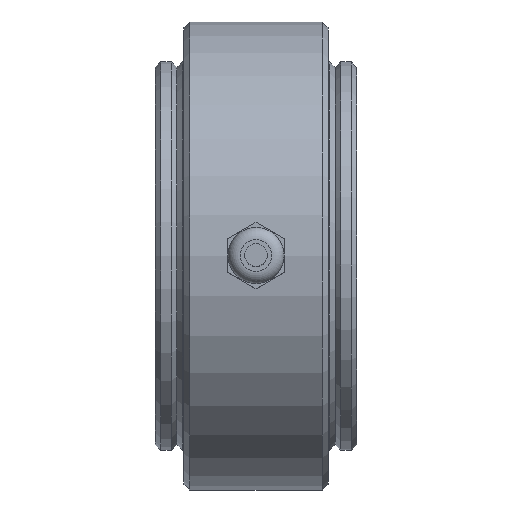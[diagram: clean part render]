
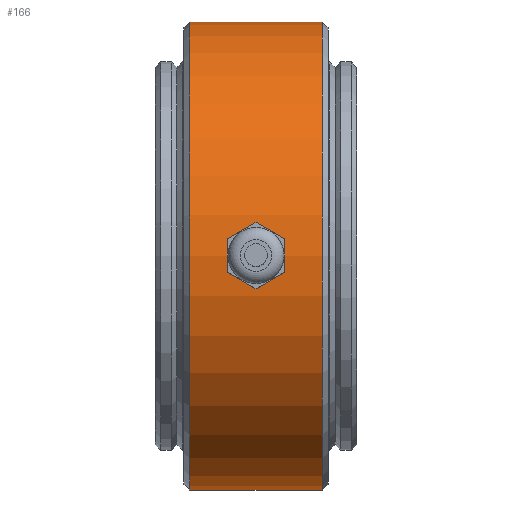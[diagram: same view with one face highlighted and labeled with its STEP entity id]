
A CAD part, top view. The second image highlights one B-rep face of the part: STEP entity #166.
In plain terms, the highlighted cylindrical face has radius 32.5 mm (diameter 65 mm), a full revolution.
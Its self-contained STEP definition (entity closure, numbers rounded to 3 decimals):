
#166 = ADVANCED_FACE( '', ( #317, #318 ), #319, .T. );
#317 = FACE_OUTER_BOUND( '', #514, .T. );
#318 = FACE_OUTER_BOUND( '', #515, .T. );
#319 = CYLINDRICAL_SURFACE( '', #516, 32.5 );
#514 = EDGE_LOOP( '', ( #708 ) );
#515 = EDGE_LOOP( '', ( #709 ) );
#516 = AXIS2_PLACEMENT_3D( '', #710, #711, #712 );
#708 = ORIENTED_EDGE( '', *, *, #1040, .T. );
#709 = ORIENTED_EDGE( '', *, *, #1041, .T. );
#710 = CARTESIAN_POINT( '', ( -60., 0., 0. ) );
#711 = DIRECTION( '', ( 1., 0., 0. ) );
#712 = DIRECTION( '', ( 0., 0., 1. ) );
#1040 = EDGE_CURVE( '', #1169, #1169, #1170, .T. );
#1041 = EDGE_CURVE( '', #1171, #1171, #1172, .T. );
#1169 = VERTEX_POINT( '', #1352 );
#1170 = CIRCLE( '', #1353, 32.5 );
#1171 = VERTEX_POINT( '', #1354 );
#1172 = CIRCLE( '', #1355, 32.5 );
#1352 = CARTESIAN_POINT( '', ( 20.2, 0., 32.5 ) );
#1353 = AXIS2_PLACEMENT_3D( '', #1553, #1554, #1555 );
#1354 = CARTESIAN_POINT( '', ( 1.8, 0., -32.5 ) );
#1355 = AXIS2_PLACEMENT_3D( '', #1556, #1557, #1558 );
#1553 = CARTESIAN_POINT( '', ( 20.2, 0., 0. ) );
#1554 = DIRECTION( '', ( -1., 0., 0. ) );
#1555 = DIRECTION( '', ( 0., 0., 1. ) );
#1556 = CARTESIAN_POINT( '', ( 1.8, 0., 0. ) );
#1557 = DIRECTION( '', ( 1., 0., 0. ) );
#1558 = DIRECTION( '', ( 0., 0., -1. ) );
